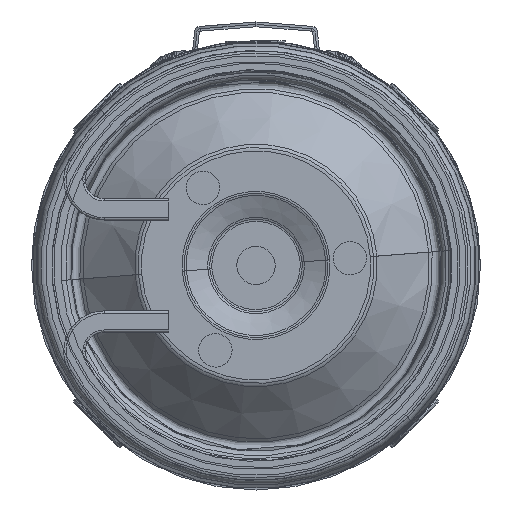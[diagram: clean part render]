
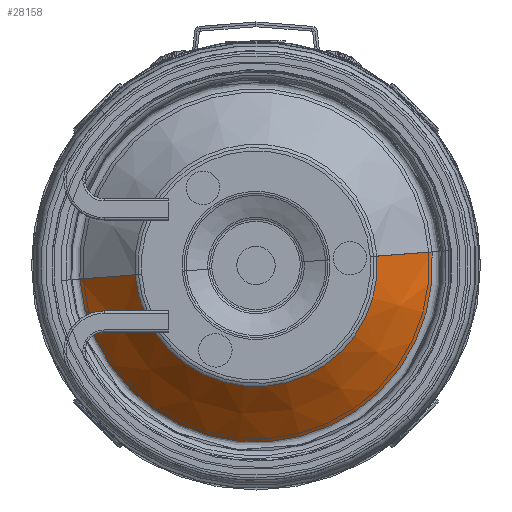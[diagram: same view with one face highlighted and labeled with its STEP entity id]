
A CAD part, front view. The second image highlights one B-rep face of the part: STEP entity #28158.
In plain terms, the highlighted conical face has half-angle 46.546 degrees and reference radius 25.375 mm.
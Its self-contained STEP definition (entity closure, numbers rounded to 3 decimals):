
#3362 = CIRCLE ( 'NONE', #10453, 36.962 ) ;
#4500 = LINE ( 'NONE', #10959, #32841 ) ;
#4944 = VECTOR ( 'NONE', #7186, 1000. ) ;
#5551 = VERTEX_POINT ( 'NONE', #29313 ) ;
#7023 = CARTESIAN_POINT ( 'NONE',  ( 0., 11.526, -36.962 ) ) ;
#7186 = DIRECTION ( 'NONE',  ( 0., 0.688, -0.726 ) ) ;
#7212 = AXIS2_PLACEMENT_3D ( 'NONE', #13884, #28909, #35722 ) ;
#8063 = ORIENTED_EDGE ( 'NONE', *, *, #36563, .F. ) ;
#8698 = ORIENTED_EDGE ( 'NONE', *, *, #32688, .T. ) ;
#8910 = EDGE_CURVE ( 'NONE', #34043, #5551, #3362, .T. ) ;
#10453 = AXIS2_PLACEMENT_3D ( 'NONE', #14618, #21015, #23452 ) ;
#10959 = CARTESIAN_POINT ( 'NONE',  ( 0., 0.548, 25.376 ) ) ;
#11473 = EDGE_CURVE ( 'NONE', #21367, #30025, #21334, .T. ) ;
#12417 = CARTESIAN_POINT ( 'NONE',  ( 0., 0.548, -25.376 ) ) ;
#12465 = AXIS2_PLACEMENT_3D ( 'NONE', #34356, #19107, #31345 ) ;
#13884 = CARTESIAN_POINT ( 'NONE',  ( 0., 0.548, 0. ) ) ;
#14422 = ORIENTED_EDGE ( 'NONE', *, *, #11473, .T. ) ;
#14618 = CARTESIAN_POINT ( 'NONE',  ( 0., 11.526, 0. ) ) ;
#18864 = CONICAL_SURFACE ( 'NONE', #12465, 25.376, 0.812 ) ;
#19107 = DIRECTION ( 'NONE',  ( 0., 1., 0. ) ) ;
#19837 = CARTESIAN_POINT ( 'NONE',  ( 0., 0.548, -25.376 ) ) ;
#21015 = DIRECTION ( 'NONE',  ( 0., 1., 0. ) ) ;
#21334 = CIRCLE ( 'NONE', #7212, 25.376 ) ;
#21367 = VERTEX_POINT ( 'NONE', #12417 ) ;
#23452 = DIRECTION ( 'NONE',  ( 0., 0., 1. ) ) ;
#28158 = ADVANCED_FACE ( 'NONE', ( #37354 ), #18864, .T. ) ;
#28909 = DIRECTION ( 'NONE',  ( 0., 1., 0. ) ) ;
#29313 = CARTESIAN_POINT ( 'NONE',  ( 0., 11.526, 36.962 ) ) ;
#30025 = VERTEX_POINT ( 'NONE', #39076 ) ;
#31345 = DIRECTION ( 'NONE',  ( 0., 0., 1. ) ) ;
#32688 = EDGE_CURVE ( 'NONE', #30025, #5551, #4500, .T. ) ;
#32841 = VECTOR ( 'NONE', #35391, 1000. ) ;
#34043 = VERTEX_POINT ( 'NONE', #7023 ) ;
#34356 = CARTESIAN_POINT ( 'NONE',  ( 0., 0.548, 0. ) ) ;
#34679 = LINE ( 'NONE', #19837, #4944 ) ;
#35391 = DIRECTION ( 'NONE',  ( 0., 0.688, 0.726 ) ) ;
#35722 = DIRECTION ( 'NONE',  ( 0., 0., 1. ) ) ;
#36563 = EDGE_CURVE ( 'NONE', #21367, #34043, #34679, .T. ) ;
#37354 = FACE_OUTER_BOUND ( 'NONE', #37541, .T. ) ;
#37541 = EDGE_LOOP ( 'NONE', ( #8063, #14422, #8698, #38103 ) ) ;
#38103 = ORIENTED_EDGE ( 'NONE', *, *, #8910, .F. ) ;
#39076 = CARTESIAN_POINT ( 'NONE',  ( 0., 0.548, 25.376 ) ) ;
